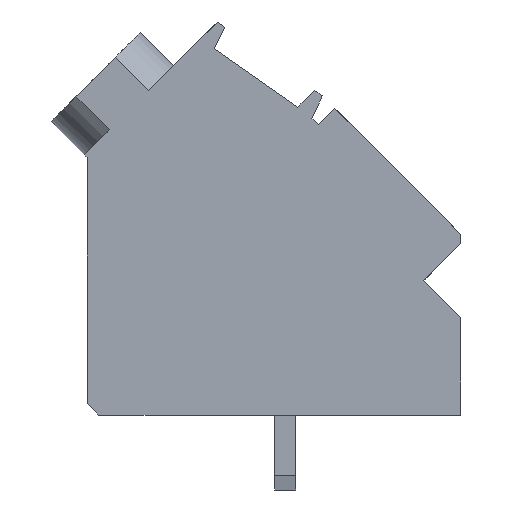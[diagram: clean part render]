
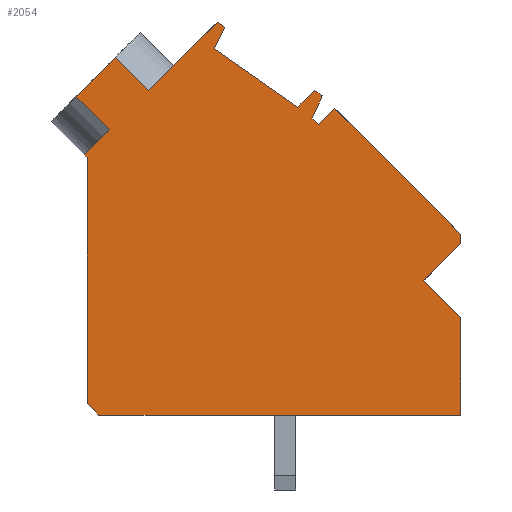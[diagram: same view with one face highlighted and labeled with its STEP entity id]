
A CAD part, left-side view. The second image highlights one B-rep face of the part: STEP entity #2054.
In plain terms, the highlighted planar face has unit normal (-1, 0, 0).
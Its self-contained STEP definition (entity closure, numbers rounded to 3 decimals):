
#2016=AXIS2_PLACEMENT_3D('Plane Axis2P3D',#2013,#2014,#2015) ;
#1470=CARTESIAN_POINT('Vertex',(0.,14.742,18.498)) ;
#1473=CARTESIAN_POINT('Line Origine',(0.,14.035,17.791)) ;
#1477=CARTESIAN_POINT('Vertex',(0.,13.328,17.084)) ;
#1492=CARTESIAN_POINT('Line Origine',(0.,11.87,18.542)) ;
#1496=CARTESIAN_POINT('Vertex',(0.,10.412,20.)) ;
#1525=CARTESIAN_POINT('Line Origine',(0.,10.252,19.888)) ;
#1529=CARTESIAN_POINT('Vertex',(0.,10.093,19.777)) ;
#1549=CARTESIAN_POINT('Line Origine',(0.,10.307,19.317)) ;
#1553=CARTESIAN_POINT('Vertex',(0.,10.522,18.857)) ;
#1573=CARTESIAN_POINT('Line Origine',(0.,8.741,17.609)) ;
#1577=CARTESIAN_POINT('Vertex',(0.,6.96,16.362)) ;
#1597=CARTESIAN_POINT('Line Origine',(0.,6.601,16.721)) ;
#1601=CARTESIAN_POINT('Vertex',(0.,6.242,17.08)) ;
#1616=CARTESIAN_POINT('Line Origine',(0.,6.074,16.963)) ;
#1620=CARTESIAN_POINT('Vertex',(0.,5.906,16.845)) ;
#1640=CARTESIAN_POINT('Line Origine',(0.,6.131,16.363)) ;
#1644=CARTESIAN_POINT('Vertex',(0.,6.356,15.88)) ;
#1664=CARTESIAN_POINT('Line Origine',(0.,6.219,15.742)) ;
#1668=CARTESIAN_POINT('Vertex',(0.,6.081,15.605)) ;
#1688=CARTESIAN_POINT('Line Origine',(0.,5.728,15.958)) ;
#1692=CARTESIAN_POINT('Vertex',(0.,5.374,16.312)) ;
#1712=CARTESIAN_POINT('Line Origine',(0.,2.687,13.625)) ;
#1716=CARTESIAN_POINT('Vertex',(0.,0.,10.938)) ;
#1756=CARTESIAN_POINT('Line Origine',(0.,0.,10.733)) ;
#1760=CARTESIAN_POINT('Vertex',(0.,0.,10.528)) ;
#1780=CARTESIAN_POINT('Line Origine',(0.,0.792,9.736)) ;
#1784=CARTESIAN_POINT('Vertex',(0.,1.584,8.944)) ;
#1804=CARTESIAN_POINT('Line Origine',(0.,0.792,8.152)) ;
#1808=CARTESIAN_POINT('Vertex',(0.,0.,7.36)) ;
#1823=CARTESIAN_POINT('Line Origine',(0.,0.,5.28)) ;
#1827=CARTESIAN_POINT('Vertex',(0.,0.,3.2)) ;
#1847=CARTESIAN_POINT('Line Origine',(0.,7.73,3.2)) ;
#1851=CARTESIAN_POINT('Vertex',(0.,15.46,3.2)) ;
#1871=CARTESIAN_POINT('Line Origine',(0.,15.71,3.45)) ;
#1875=CARTESIAN_POINT('Vertex',(0.,15.96,3.7)) ;
#1895=CARTESIAN_POINT('Line Origine',(0.,15.96,8.95)) ;
#1899=CARTESIAN_POINT('Vertex',(0.,15.96,14.2)) ;
#1927=CARTESIAN_POINT('Line Origine',(0.,16.023,14.263)) ;
#1931=CARTESIAN_POINT('Vertex',(0.,16.086,14.326)) ;
#1995=CARTESIAN_POINT('Vertex',(0.,16.439,16.801)) ;
#1998=CARTESIAN_POINT('Line Origine',(0.,15.591,17.649)) ;
#2013=CARTESIAN_POINT('Axis2P3D Location',(0.,0.,0.)) ;
#2018=CARTESIAN_POINT('Line Origine',(0.,15.732,16.094)) ;
#2022=CARTESIAN_POINT('Vertex',(0.,15.025,15.386)) ;
#2025=CARTESIAN_POINT('Line Origine',(0.,15.555,14.856)) ;
#1474=DIRECTION('Vector Direction',(0.,-0.707,-0.707)) ;
#1493=DIRECTION('Vector Direction',(0.,-0.707,0.707)) ;
#1526=DIRECTION('Vector Direction',(0.,-0.819,-0.574)) ;
#1550=DIRECTION('Vector Direction',(0.,0.423,-0.906)) ;
#1574=DIRECTION('Vector Direction',(0.,-0.819,-0.574)) ;
#1598=DIRECTION('Vector Direction',(0.,-0.707,0.707)) ;
#1617=DIRECTION('Vector Direction',(0.,-0.819,-0.574)) ;
#1641=DIRECTION('Vector Direction',(0.,0.423,-0.906)) ;
#1665=DIRECTION('Vector Direction',(0.,-0.707,-0.707)) ;
#1689=DIRECTION('Vector Direction',(0.,-0.707,0.707)) ;
#1713=DIRECTION('Vector Direction',(0.,-0.707,-0.707)) ;
#1757=DIRECTION('Vector Direction',(0.,0.,-1.)) ;
#1781=DIRECTION('Vector Direction',(0.,0.707,-0.707)) ;
#1805=DIRECTION('Vector Direction',(0.,-0.707,-0.707)) ;
#1824=DIRECTION('Vector Direction',(0.,0.,-1.)) ;
#1848=DIRECTION('Vector Direction',(0.,1.,0.)) ;
#1872=DIRECTION('Vector Direction',(0.,0.707,0.707)) ;
#1896=DIRECTION('Vector Direction',(0.,0.,1.)) ;
#1928=DIRECTION('Vector Direction',(0.,0.707,0.707)) ;
#1999=DIRECTION('Vector Direction',(0.,-0.707,0.707)) ;
#2014=DIRECTION('Axis2P3D Direction',(-1.,0.,0.)) ;
#2015=DIRECTION('Axis2P3D XDirection',(0.,0.,1.)) ;
#2019=DIRECTION('Vector Direction',(0.,0.707,0.707)) ;
#2026=DIRECTION('Vector Direction',(0.,-0.707,0.707)) ;
#1475=VECTOR('Line Direction',#1474,1.) ;
#1494=VECTOR('Line Direction',#1493,1.) ;
#1527=VECTOR('Line Direction',#1526,1.) ;
#1551=VECTOR('Line Direction',#1550,1.) ;
#1575=VECTOR('Line Direction',#1574,1.) ;
#1599=VECTOR('Line Direction',#1598,1.) ;
#1618=VECTOR('Line Direction',#1617,1.) ;
#1642=VECTOR('Line Direction',#1641,1.) ;
#1666=VECTOR('Line Direction',#1665,1.) ;
#1690=VECTOR('Line Direction',#1689,1.) ;
#1714=VECTOR('Line Direction',#1713,1.) ;
#1758=VECTOR('Line Direction',#1757,1.) ;
#1782=VECTOR('Line Direction',#1781,1.) ;
#1806=VECTOR('Line Direction',#1805,1.) ;
#1825=VECTOR('Line Direction',#1824,1.) ;
#1849=VECTOR('Line Direction',#1848,1.) ;
#1873=VECTOR('Line Direction',#1872,1.) ;
#1897=VECTOR('Line Direction',#1896,1.) ;
#1929=VECTOR('Line Direction',#1928,1.) ;
#2000=VECTOR('Line Direction',#1999,1.) ;
#2020=VECTOR('Line Direction',#2019,1.) ;
#2027=VECTOR('Line Direction',#2026,1.) ;
#2031=ORIENTED_EDGE('',*,*,#1933,.T.) ;
#2032=ORIENTED_EDGE('',*,*,#1901,.T.) ;
#2033=ORIENTED_EDGE('',*,*,#1877,.T.) ;
#2034=ORIENTED_EDGE('',*,*,#1853,.T.) ;
#2035=ORIENTED_EDGE('',*,*,#1829,.T.) ;
#2036=ORIENTED_EDGE('',*,*,#1810,.T.) ;
#2037=ORIENTED_EDGE('',*,*,#1786,.T.) ;
#2038=ORIENTED_EDGE('',*,*,#1762,.T.) ;
#2039=ORIENTED_EDGE('',*,*,#1718,.T.) ;
#2040=ORIENTED_EDGE('',*,*,#1694,.T.) ;
#2041=ORIENTED_EDGE('',*,*,#1670,.T.) ;
#2042=ORIENTED_EDGE('',*,*,#1646,.T.) ;
#2043=ORIENTED_EDGE('',*,*,#1622,.T.) ;
#2044=ORIENTED_EDGE('',*,*,#1603,.T.) ;
#2045=ORIENTED_EDGE('',*,*,#1579,.T.) ;
#2046=ORIENTED_EDGE('',*,*,#1555,.T.) ;
#2047=ORIENTED_EDGE('',*,*,#1531,.T.) ;
#2048=ORIENTED_EDGE('',*,*,#1498,.T.) ;
#2049=ORIENTED_EDGE('',*,*,#1479,.T.) ;
#2050=ORIENTED_EDGE('',*,*,#2002,.T.) ;
#2051=ORIENTED_EDGE('',*,*,#2024,.T.) ;
#2052=ORIENTED_EDGE('',*,*,#2029,.T.) ;
#2054=ADVANCED_FACE('HOUSING',(#2053),#2017,.T.) ;
#1479=EDGE_CURVE('',#1478,#1471,#1476,.F.) ;
#1498=EDGE_CURVE('',#1497,#1478,#1495,.F.) ;
#1531=EDGE_CURVE('',#1530,#1497,#1528,.F.) ;
#1555=EDGE_CURVE('',#1554,#1530,#1552,.F.) ;
#1579=EDGE_CURVE('',#1578,#1554,#1576,.F.) ;
#1603=EDGE_CURVE('',#1602,#1578,#1600,.F.) ;
#1622=EDGE_CURVE('',#1621,#1602,#1619,.F.) ;
#1646=EDGE_CURVE('',#1645,#1621,#1643,.F.) ;
#1670=EDGE_CURVE('',#1669,#1645,#1667,.F.) ;
#1694=EDGE_CURVE('',#1693,#1669,#1691,.F.) ;
#1718=EDGE_CURVE('',#1717,#1693,#1715,.F.) ;
#1762=EDGE_CURVE('',#1761,#1717,#1759,.F.) ;
#1786=EDGE_CURVE('',#1785,#1761,#1783,.F.) ;
#1810=EDGE_CURVE('',#1809,#1785,#1807,.F.) ;
#1829=EDGE_CURVE('',#1828,#1809,#1826,.F.) ;
#1853=EDGE_CURVE('',#1852,#1828,#1850,.F.) ;
#1877=EDGE_CURVE('',#1876,#1852,#1874,.F.) ;
#1901=EDGE_CURVE('',#1900,#1876,#1898,.F.) ;
#1933=EDGE_CURVE('',#1932,#1900,#1930,.F.) ;
#2002=EDGE_CURVE('',#1471,#1996,#2001,.F.) ;
#2024=EDGE_CURVE('',#1996,#2023,#2021,.F.) ;
#2029=EDGE_CURVE('',#2023,#1932,#2028,.F.) ;
#2030=EDGE_LOOP('',(#2031,#2032,#2033,#2034,#2035,#2036,#2037,#2038,#2039,#2040,#2041,#2042,#2043,#2044,#2045,#2046,#2047,#2048,#2049,#2050,#2051,#2052)) ;
#2053=FACE_OUTER_BOUND('',#2030,.T.) ;
#1476=LINE('Line',#1473,#1475) ;
#1495=LINE('Line',#1492,#1494) ;
#1528=LINE('Line',#1525,#1527) ;
#1552=LINE('Line',#1549,#1551) ;
#1576=LINE('Line',#1573,#1575) ;
#1600=LINE('Line',#1597,#1599) ;
#1619=LINE('Line',#1616,#1618) ;
#1643=LINE('Line',#1640,#1642) ;
#1667=LINE('Line',#1664,#1666) ;
#1691=LINE('Line',#1688,#1690) ;
#1715=LINE('Line',#1712,#1714) ;
#1759=LINE('Line',#1756,#1758) ;
#1783=LINE('Line',#1780,#1782) ;
#1807=LINE('Line',#1804,#1806) ;
#1826=LINE('Line',#1823,#1825) ;
#1850=LINE('Line',#1847,#1849) ;
#1874=LINE('Line',#1871,#1873) ;
#1898=LINE('Line',#1895,#1897) ;
#1930=LINE('Line',#1927,#1929) ;
#2001=LINE('Line',#1998,#2000) ;
#2021=LINE('Line',#2018,#2020) ;
#2028=LINE('Line',#2025,#2027) ;
#2017=PLANE('',#2016) ;
#1471=VERTEX_POINT('',#1470) ;
#1478=VERTEX_POINT('',#1477) ;
#1497=VERTEX_POINT('',#1496) ;
#1530=VERTEX_POINT('',#1529) ;
#1554=VERTEX_POINT('',#1553) ;
#1578=VERTEX_POINT('',#1577) ;
#1602=VERTEX_POINT('',#1601) ;
#1621=VERTEX_POINT('',#1620) ;
#1645=VERTEX_POINT('',#1644) ;
#1669=VERTEX_POINT('',#1668) ;
#1693=VERTEX_POINT('',#1692) ;
#1717=VERTEX_POINT('',#1716) ;
#1761=VERTEX_POINT('',#1760) ;
#1785=VERTEX_POINT('',#1784) ;
#1809=VERTEX_POINT('',#1808) ;
#1828=VERTEX_POINT('',#1827) ;
#1852=VERTEX_POINT('',#1851) ;
#1876=VERTEX_POINT('',#1875) ;
#1900=VERTEX_POINT('',#1899) ;
#1932=VERTEX_POINT('',#1931) ;
#1996=VERTEX_POINT('',#1995) ;
#2023=VERTEX_POINT('',#2022) ;
